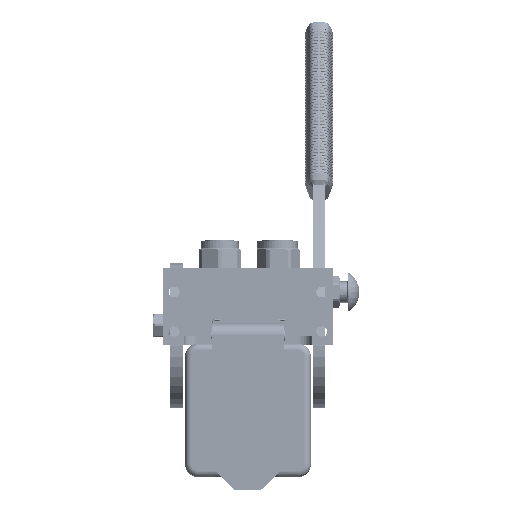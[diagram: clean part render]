
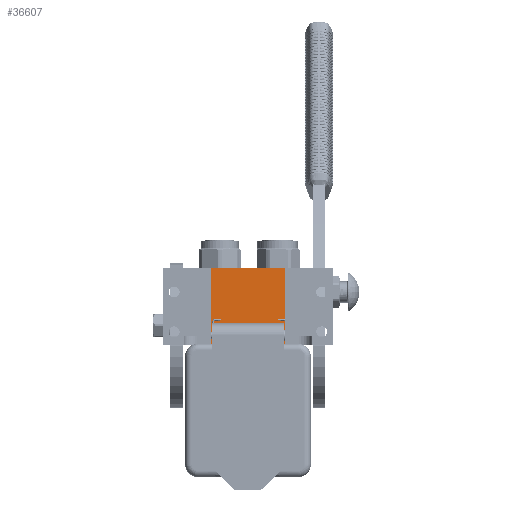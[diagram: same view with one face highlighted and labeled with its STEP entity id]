
A CAD part, left-side view. The second image highlights one B-rep face of the part: STEP entity #36607.
In plain terms, the highlighted face is planar.
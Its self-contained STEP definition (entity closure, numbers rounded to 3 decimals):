
#5271 = DIRECTION ( 'NONE',  ( -1., 0., 0. ) ) ;
#5428 = CARTESIAN_POINT ( 'NONE',  ( 29., 60.2, -107.5 ) ) ;
#6405 = ORIENTED_EDGE ( 'NONE', *, *, #90646, .F. ) ;
#6410 = DIRECTION ( 'NONE',  ( 0., 1., 0. ) ) ;
#18500 = EDGE_CURVE ( 'NONE', #61064, #117068, #159962, .T. ) ;
#19486 = CARTESIAN_POINT ( 'NONE',  ( 29., 0., -107.5 ) ) ;
#24466 = DIRECTION ( 'NONE',  ( 0., 1., 0. ) ) ;
#31829 = PLANE ( 'NONE',  #89546 ) ;
#34136 = CARTESIAN_POINT ( 'NONE',  ( -29., 0., -107.5 ) ) ;
#36607 = ADVANCED_FACE ( 'NONE', ( #130346 ), #31829, .T. ) ;
#38512 = DIRECTION ( 'NONE',  ( -1., 0., 0. ) ) ;
#39051 = EDGE_CURVE ( 'NONE', #163740, #61064, #72366, .T. ) ;
#41820 = VECTOR ( 'NONE', #6410, 1000. ) ;
#43985 = CARTESIAN_POINT ( 'NONE',  ( 29., 0., -107.5 ) ) ;
#50935 = LINE ( 'NONE', #170680, #135499 ) ;
#58112 = DIRECTION ( 'NONE',  ( -1., 0., 0. ) ) ;
#58204 = CARTESIAN_POINT ( 'NONE',  ( 29., 0., -107.5 ) ) ;
#61064 = VERTEX_POINT ( 'NONE', #122406 ) ;
#64064 = ORIENTED_EDGE ( 'NONE', *, *, #18500, .T. ) ;
#72366 = LINE ( 'NONE', #43985, #135746 ) ;
#76827 = CARTESIAN_POINT ( 'NONE',  ( 29., 60.2, -107.5 ) ) ;
#89546 = AXIS2_PLACEMENT_3D ( 'NONE', #19486, #113274, #5271 ) ;
#90646 = EDGE_CURVE ( 'NONE', #163740, #116492, #50935, .T. ) ;
#91394 = EDGE_LOOP ( 'NONE', ( #64064, #123111, #6405, #127557 ) ) ;
#113274 = DIRECTION ( 'NONE',  ( 0., 0., -1. ) ) ;
#116492 = VERTEX_POINT ( 'NONE', #5428 ) ;
#117068 = VERTEX_POINT ( 'NONE', #153946 ) ;
#122406 = CARTESIAN_POINT ( 'NONE',  ( -29., 0., -107.5 ) ) ;
#123111 = ORIENTED_EDGE ( 'NONE', *, *, #147085, .F. ) ;
#127557 = ORIENTED_EDGE ( 'NONE', *, *, #39051, .T. ) ;
#130346 = FACE_OUTER_BOUND ( 'NONE', #91394, .T. ) ;
#135499 = VECTOR ( 'NONE', #24466, 1000. ) ;
#135746 = VECTOR ( 'NONE', #58112, 1000. ) ;
#147085 = EDGE_CURVE ( 'NONE', #116492, #117068, #157889, .T. ) ;
#153946 = CARTESIAN_POINT ( 'NONE',  ( -29., 60.2, -107.5 ) ) ;
#157889 = LINE ( 'NONE', #76827, #168542 ) ;
#159962 = LINE ( 'NONE', #34136, #41820 ) ;
#163740 = VERTEX_POINT ( 'NONE', #58204 ) ;
#168542 = VECTOR ( 'NONE', #38512, 1000. ) ;
#170680 = CARTESIAN_POINT ( 'NONE',  ( 29., 0., -107.5 ) ) ;
